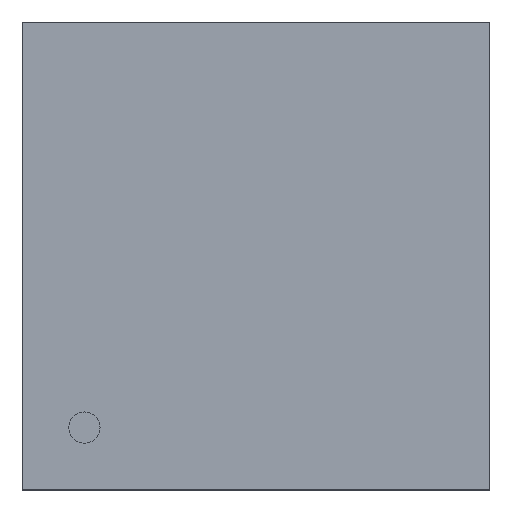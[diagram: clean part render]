
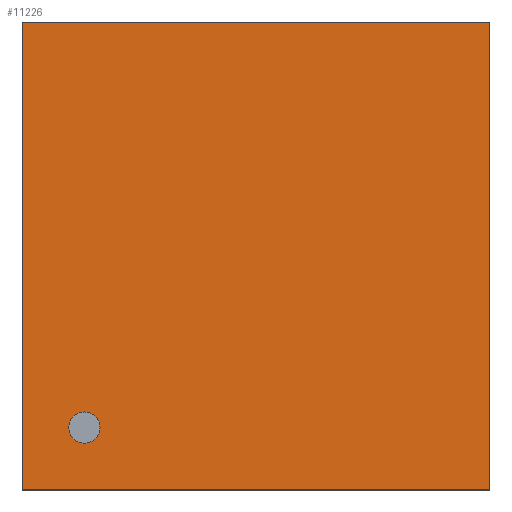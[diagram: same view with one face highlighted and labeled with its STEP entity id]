
A CAD part, top view. The second image highlights one B-rep face of the part: STEP entity #11226.
In plain terms, the highlighted planar face has unit normal (0, 0, 1).
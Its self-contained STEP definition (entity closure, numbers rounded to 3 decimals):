
#217 = DIRECTION ( 'NONE',  ( 0., -1., 0. ) ) ;
#486 = LINE ( 'NONE', #7496, #1019 ) ;
#1019 = VECTOR ( 'NONE', #2047, 1000. ) ;
#1169 = EDGE_LOOP ( 'NONE', ( #11575, #11496, #11184, #8647 ) ) ;
#1322 = PLANE ( 'NONE',  #6076 ) ;
#1818 = VECTOR ( 'NONE', #4061, 1000. ) ;
#1961 = CARTESIAN_POINT ( 'NONE',  ( -7.5, -7.5, 0.99 ) ) ;
#2047 = DIRECTION ( 'NONE',  ( -1., 0., 0. ) ) ;
#2095 = VECTOR ( 'NONE', #12186, 1000. ) ;
#2117 = LINE ( 'NONE', #12658, #1818 ) ;
#2983 = EDGE_CURVE ( 'NONE', #8357, #5429, #7086, .T. ) ;
#3516 = CARTESIAN_POINT ( 'NONE',  ( 7.5, -7.5, 0.99 ) ) ;
#3941 = VERTEX_POINT ( 'NONE', #9052 ) ;
#4040 = DIRECTION ( 'NONE',  ( -1., 0., 0. ) ) ;
#4061 = DIRECTION ( 'NONE',  ( 1., 0., 0. ) ) ;
#5429 = VERTEX_POINT ( 'NONE', #12807 ) ;
#6076 = AXIS2_PLACEMENT_3D ( 'NONE', #1961, #9779, #4040 ) ;
#6158 = LINE ( 'NONE', #10432, #8089 ) ;
#6247 = EDGE_CURVE ( 'NONE', #5429, #11703, #486, .T. ) ;
#7086 = LINE ( 'NONE', #8432, #2095 ) ;
#7088 = EDGE_CURVE ( 'NONE', #3941, #8357, #2117, .T. ) ;
#7496 = CARTESIAN_POINT ( 'NONE',  ( 7.5, 7.5, 0.99 ) ) ;
#7617 = CARTESIAN_POINT ( 'NONE',  ( -7.5, 7.5, 0.99 ) ) ;
#8089 = VECTOR ( 'NONE', #217, 1000. ) ;
#8357 = VERTEX_POINT ( 'NONE', #3516 ) ;
#8432 = CARTESIAN_POINT ( 'NONE',  ( 7.5, -7.5, 0.99 ) ) ;
#8647 = ORIENTED_EDGE ( 'NONE', *, *, #7088, .T. ) ;
#8667 = FACE_OUTER_BOUND ( 'NONE', #1169, .T. ) ;
#9052 = CARTESIAN_POINT ( 'NONE',  ( -7.5, -7.5, 0.99 ) ) ;
#9779 = DIRECTION ( 'NONE',  ( 0., 0., -1. ) ) ;
#10432 = CARTESIAN_POINT ( 'NONE',  ( -7.5, 7.5, 0.99 ) ) ;
#11184 = ORIENTED_EDGE ( 'NONE', *, *, #11376, .T. ) ;
#11226 = ADVANCED_FACE ( 'NONE', ( #8667 ), #1322, .F. ) ;
#11376 = EDGE_CURVE ( 'NONE', #11703, #3941, #6158, .T. ) ;
#11496 = ORIENTED_EDGE ( 'NONE', *, *, #6247, .T. ) ;
#11575 = ORIENTED_EDGE ( 'NONE', *, *, #2983, .T. ) ;
#11703 = VERTEX_POINT ( 'NONE', #7617 ) ;
#12186 = DIRECTION ( 'NONE',  ( 0., 1., 0. ) ) ;
#12658 = CARTESIAN_POINT ( 'NONE',  ( -7.5, -7.5, 0.99 ) ) ;
#12807 = CARTESIAN_POINT ( 'NONE',  ( 7.5, 7.5, 0.99 ) ) ;
